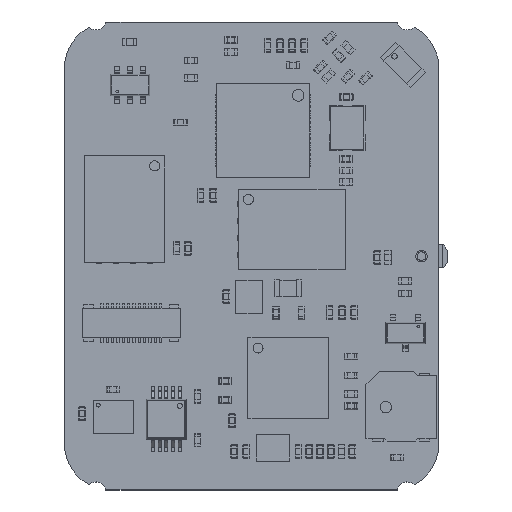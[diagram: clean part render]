
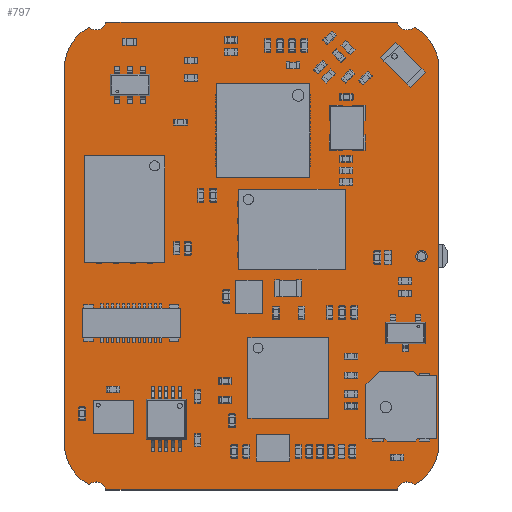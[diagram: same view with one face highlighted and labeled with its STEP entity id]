
A CAD part, top view. The second image highlights one B-rep face of the part: STEP entity #797.
In plain terms, the highlighted planar face has unit normal (0, 0, 1).
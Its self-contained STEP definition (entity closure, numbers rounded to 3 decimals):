
#360 = VERTEX_POINT('',#361);
#361 = CARTESIAN_POINT('',(0.,3.466,0.858
    ));
#367 = EDGE_CURVE('',#360,#368,#370,.T.);
#368 = VERTEX_POINT('',#369);
#369 = CARTESIAN_POINT('',(1.852,0.408,0.858));
#370 = CIRCLE('',#371,3.449);
#371 = AXIS2_PLACEMENT_3D('',#372,#373,#374);
#372 = CARTESIAN_POINT('',(3.449,3.465,0.858));
#373 = DIRECTION('',(0.,0.,1.));
#374 = DIRECTION('',(-1.,0.,0.));
#400 = EDGE_CURVE('',#368,#401,#403,.T.);
#401 = VERTEX_POINT('',#402);
#402 = CARTESIAN_POINT('',(3.106,0.017,0.858
    ));
#403 = CIRCLE('',#404,0.751);
#404 = AXIS2_PLACEMENT_3D('',#405,#406,#407);
#405 = CARTESIAN_POINT('',(2.371,-0.134,0.858));
#406 = DIRECTION('',(0.,0.,-1.));
#407 = DIRECTION('',(-0.691,0.723,0.));
#433 = EDGE_CURVE('',#401,#434,#436,.T.);
#434 = VERTEX_POINT('',#435);
#435 = CARTESIAN_POINT('',(24.893,0.017,
    0.858));
#436 = LINE('',#437,#438);
#437 = CARTESIAN_POINT('',(3.106,0.017,0.858
    ));
#438 = VECTOR('',#439,1.);
#439 = DIRECTION('',(1.,0.,0.));
#464 = EDGE_CURVE('',#434,#465,#467,.T.);
#465 = VERTEX_POINT('',#466);
#466 = CARTESIAN_POINT('',(26.146,0.408,0.858));
#467 = CIRCLE('',#468,0.75);
#468 = AXIS2_PLACEMENT_3D('',#469,#470,#471);
#469 = CARTESIAN_POINT('',(25.628,-0.134,0.858));
#470 = DIRECTION('',(0.,0.,-1.));
#471 = DIRECTION('',(-0.98,0.201,0.));
#497 = EDGE_CURVE('',#465,#498,#500,.T.);
#498 = VERTEX_POINT('',#499);
#499 = CARTESIAN_POINT('',(27.999,3.466,0.858));
#500 = CIRCLE('',#501,3.447);
#501 = AXIS2_PLACEMENT_3D('',#502,#503,#504);
#502 = CARTESIAN_POINT('',(24.552,3.464,0.858));
#503 = DIRECTION('',(0.,0.,1.));
#504 = DIRECTION('',(0.462,-0.887,0.));
#530 = EDGE_CURVE('',#498,#531,#533,.T.);
#531 = VERTEX_POINT('',#532);
#532 = CARTESIAN_POINT('',(27.999,31.566,0.858));
#533 = LINE('',#534,#535);
#534 = CARTESIAN_POINT('',(27.999,3.466,0.858));
#535 = VECTOR('',#536,1.);
#536 = DIRECTION('',(0.,1.,0.));
#561 = EDGE_CURVE('',#531,#562,#564,.T.);
#562 = VERTEX_POINT('',#563);
#563 = CARTESIAN_POINT('',(26.146,34.624,0.858));
#564 = CIRCLE('',#565,3.447);
#565 = AXIS2_PLACEMENT_3D('',#566,#567,#568);
#566 = CARTESIAN_POINT('',(24.552,31.568,0.858));
#567 = DIRECTION('',(0.,0.,1.));
#568 = DIRECTION('',(1.,0.,0.));
#594 = EDGE_CURVE('',#562,#595,#597,.T.);
#595 = VERTEX_POINT('',#596);
#596 = CARTESIAN_POINT('',(24.893,35.015,0.858));
#597 = CIRCLE('',#598,0.75);
#598 = AXIS2_PLACEMENT_3D('',#599,#600,#601);
#599 = CARTESIAN_POINT('',(25.628,35.166,0.858));
#600 = DIRECTION('',(0.,0.,-1.));
#601 = DIRECTION('',(0.691,-0.722,0.));
#627 = EDGE_CURVE('',#595,#628,#630,.T.);
#628 = VERTEX_POINT('',#629);
#629 = CARTESIAN_POINT('',(3.106,35.015,0.858));
#630 = LINE('',#631,#632);
#631 = CARTESIAN_POINT('',(24.893,35.015,0.858));
#632 = VECTOR('',#633,1.);
#633 = DIRECTION('',(-1.,0.,0.));
#658 = EDGE_CURVE('',#628,#659,#661,.T.);
#659 = VERTEX_POINT('',#660);
#660 = CARTESIAN_POINT('',(1.852,34.624,0.858));
#661 = CIRCLE('',#662,0.751);
#662 = AXIS2_PLACEMENT_3D('',#663,#664,#665);
#663 = CARTESIAN_POINT('',(2.371,35.166,0.858));
#664 = DIRECTION('',(0.,0.,-1.));
#665 = DIRECTION('',(0.979,-0.202,0.));
#691 = EDGE_CURVE('',#659,#692,#694,.T.);
#692 = VERTEX_POINT('',#693);
#693 = CARTESIAN_POINT('',(0.,31.566,
    0.858));
#694 = CIRCLE('',#695,3.449);
#695 = AXIS2_PLACEMENT_3D('',#696,#697,#698);
#696 = CARTESIAN_POINT('',(3.449,31.567,0.858));
#697 = DIRECTION('',(0.,0.,1.));
#698 = DIRECTION('',(-0.463,0.886,0.));
#724 = EDGE_CURVE('',#692,#360,#725,.T.);
#725 = LINE('',#726,#727);
#726 = CARTESIAN_POINT('',(0.,31.566,0.858));
#727 = VECTOR('',#728,1.);
#728 = DIRECTION('',(0.,-1.,0.));
#748 = VERTEX_POINT('',#749);
#749 = CARTESIAN_POINT('',(27.125,17.5,0.858));
#755 = EDGE_CURVE('',#748,#748,#756,.T.);
#756 = CIRCLE('',#757,0.425);
#757 = AXIS2_PLACEMENT_3D('',#758,#759,#760);
#758 = CARTESIAN_POINT('',(26.7,17.5,0.858));
#759 = DIRECTION('',(0.,0.,1.));
#760 = DIRECTION('',(1.,0.,0.));
#797 = ADVANCED_FACE('',(#798,#812),#815,.F.);
#798 = FACE_BOUND('',#799,.T.);
#799 = EDGE_LOOP('',(#800,#801,#802,#803,#804,#805,#806,#807,#808,#809,
    #810,#811));
#800 = ORIENTED_EDGE('',*,*,#367,.T.);
#801 = ORIENTED_EDGE('',*,*,#400,.T.);
#802 = ORIENTED_EDGE('',*,*,#433,.T.);
#803 = ORIENTED_EDGE('',*,*,#464,.T.);
#804 = ORIENTED_EDGE('',*,*,#497,.T.);
#805 = ORIENTED_EDGE('',*,*,#530,.T.);
#806 = ORIENTED_EDGE('',*,*,#561,.T.);
#807 = ORIENTED_EDGE('',*,*,#594,.T.);
#808 = ORIENTED_EDGE('',*,*,#627,.T.);
#809 = ORIENTED_EDGE('',*,*,#658,.T.);
#810 = ORIENTED_EDGE('',*,*,#691,.T.);
#811 = ORIENTED_EDGE('',*,*,#724,.T.);
#812 = FACE_BOUND('',#813,.F.);
#813 = EDGE_LOOP('',(#814));
#814 = ORIENTED_EDGE('',*,*,#755,.T.);
#815 = PLANE('',#816);
#816 = AXIS2_PLACEMENT_3D('',#817,#818,#819);
#817 = CARTESIAN_POINT('',(0.,3.466,
    0.858));
#818 = DIRECTION('',(0.,0.,-1.));
#819 = DIRECTION('',(-1.,0.,0.));
